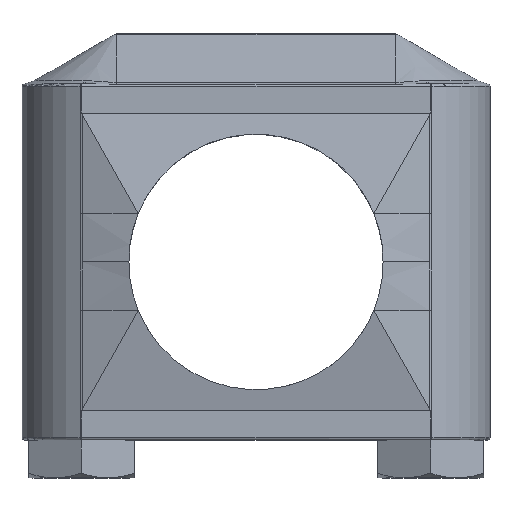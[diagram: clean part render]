
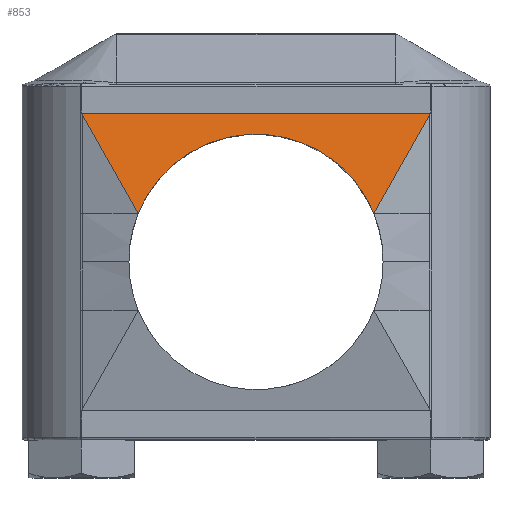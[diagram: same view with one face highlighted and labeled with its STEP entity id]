
A CAD part, top view. The second image highlights one B-rep face of the part: STEP entity #853.
In plain terms, the highlighted planar face has unit normal (0, 0.178, 0.984).
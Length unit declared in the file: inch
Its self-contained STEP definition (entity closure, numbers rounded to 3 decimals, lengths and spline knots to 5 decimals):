
#188 = ORIENTED_EDGE ( 'NONE', *, *, #2150, .T. ) ;
#264 = CARTESIAN_POINT ( 'NONE',  ( 0.71791, 1.22467, 0.3756 ) ) ;
#315 = CARTESIAN_POINT ( 'NONE',  ( -0.71951, 1.228, 0.375 ) ) ;
#402 = PLANE ( 'NONE',  #3317 ) ;
#554 = VECTOR ( 'NONE', #3295, 39.37008 ) ;
#588 = EDGE_CURVE ( 'NONE', #1509, #1178, #811, .T. ) ;
#622 = VECTOR ( 'NONE', #2847, 39.37008 ) ;
#628 = ORIENTED_EDGE ( 'NONE', *, *, #588, .F. ) ;
#640 = CARTESIAN_POINT ( 'NONE',  ( 0.71951, 1.228, 0.375 ) ) ;
#654 = CARTESIAN_POINT ( 'NONE',  ( 0.71466, 1.21868, 0.37669 ) ) ;
#672 = EDGE_CURVE ( 'NONE', #1509, #3752, #2733, .T. ) ;
#811 =( BOUNDED_CURVE ( )  B_SPLINE_CURVE ( 3, ( #861, #2793, #1203, #3533 ),
 .UNSPECIFIED., .F., .T. ) 
 B_SPLINE_CURVE_WITH_KNOTS ( ( 4, 4 ),
 ( 3.45129, 3.5026 ),
 .UNSPECIFIED. ) 
 CURVE ( )  GEOMETRIC_REPRESENTATION_ITEM ( )  RATIONAL_B_SPLINE_CURVE ( ( 1., 1., 1., 1. ) ) 
 REPRESENTATION_ITEM ( '' )  );
#853 = ADVANCED_FACE ( 'NONE', ( #2129 ), #402, .F. ) ;
#861 = CARTESIAN_POINT ( 'NONE',  ( -0.71466, 1.21868, 0.37669 ) ) ;
#980 = CARTESIAN_POINT ( 'NONE',  ( 0.71466, 1.21868, 0.37669 ) ) ;
#1025 = CARTESIAN_POINT ( 'NONE',  ( 0.27716, 1.32765, 0.35695 ) ) ;
#1120 = EDGE_CURVE ( 'NONE', #3389, #1178, #1575, .T. ) ;
#1160 = EDGE_CURVE ( 'NONE', #3389, #3392, #4081, .T. ) ;
#1178 = VERTEX_POINT ( 'NONE', #315 ) ;
#1203 = CARTESIAN_POINT ( 'NONE',  ( -0.71791, 1.22467, 0.3756 ) ) ;
#1248 = CARTESIAN_POINT ( 'NONE',  ( -0.48556, 0.814, 0.45 ) ) ;
#1334 = CARTESIAN_POINT ( 'NONE',  ( -0.48556, 0.814, 0.45 ) ) ;
#1501 = LINE ( 'NONE', #1566, #622 ) ;
#1509 = VERTEX_POINT ( 'NONE', #2822 ) ;
#1566 = CARTESIAN_POINT ( 'NONE',  ( 0.54107, 0.91205, 0.43224 ) ) ;
#1575 = LINE ( 'NONE', #3526, #2335 ) ;
#1619 = ORIENTED_EDGE ( 'NONE', *, *, #1160, .F. ) ;
#1884 = EDGE_CURVE ( 'NONE', #3392, #3238, #1501, .T. ) ;
#2104 = ORIENTED_EDGE ( 'NONE', *, *, #672, .T. ) ;
#2129 = FACE_OUTER_BOUND ( 'NONE', #2288, .T. ) ;
#2150 = EDGE_CURVE ( 'NONE', #3752, #3238, #3764, .T. ) ;
#2254 = ORIENTED_EDGE ( 'NONE', *, *, #1120, .T. ) ;
#2288 = EDGE_LOOP ( 'NONE', ( #2104, #188, #3576, #1619, #2254, #628 ) ) ;
#2335 = VECTOR ( 'NONE', #4199, 39.37008 ) ;
#2651 = CARTESIAN_POINT ( 'NONE',  ( 0.71629, 1.22156, 0.37617 ) ) ;
#2733 = LINE ( 'NONE', #3904, #554 ) ;
#2793 = CARTESIAN_POINT ( 'NONE',  ( -0.71629, 1.22156, 0.37617 ) ) ;
#2822 = CARTESIAN_POINT ( 'NONE',  ( -0.71466, 1.21868, 0.37669 ) ) ;
#2847 = DIRECTION ( 'NONE',  ( -0.487, -0.86, 0.156 ) ) ;
#2903 = CARTESIAN_POINT ( 'NONE',  ( 0.48556, 0.814, 0.45 ) ) ;
#2981 = CARTESIAN_POINT ( 'NONE',  ( -0.27716, 1.32765, 0.35695 ) ) ;
#3238 = VERTEX_POINT ( 'NONE', #2903 ) ;
#3295 = DIRECTION ( 'NONE',  ( 0.487, -0.86, 0.156 ) ) ;
#3317 = AXIS2_PLACEMENT_3D ( 'NONE', #3686, #4063, #3744 ) ;
#3331 = CARTESIAN_POINT ( 'NONE',  ( 0.48556, 0.814, 0.45 ) ) ;
#3389 = VERTEX_POINT ( 'NONE', #640 ) ;
#3392 = VERTEX_POINT ( 'NONE', #980 ) ;
#3526 = CARTESIAN_POINT ( 'NONE',  ( 0., 1.228, 0.375 ) ) ;
#3533 = CARTESIAN_POINT ( 'NONE',  ( -0.71951, 1.228, 0.375 ) ) ;
#3576 = ORIENTED_EDGE ( 'NONE', *, *, #1884, .F. ) ;
#3686 = CARTESIAN_POINT ( 'NONE',  ( 0.71994, 0.814, 0.45 ) ) ;
#3744 = DIRECTION ( 'NONE',  ( 0., -0.984, 0.178 ) ) ;
#3752 = VERTEX_POINT ( 'NONE', #1248 ) ;
#3764 =( BOUNDED_CURVE ( )  B_SPLINE_CURVE ( 3, ( #1334, #2981, #1025, #3331 ),
 .UNSPECIFIED., .F., .F. ) 
 B_SPLINE_CURVE_WITH_KNOTS ( ( 4, 4 ),
 ( 5.09782, 7.46856 ),
 .UNSPECIFIED. ) 
 CURVE ( )  GEOMETRIC_REPRESENTATION_ITEM ( )  RATIONAL_B_SPLINE_CURVE ( ( 1., 0.584, 0.584, 1. ) ) 
 REPRESENTATION_ITEM ( '' )  );
#3904 = CARTESIAN_POINT ( 'NONE',  ( -0.20006, 0.30971, 0.54136 ) ) ;
#4063 = DIRECTION ( 'NONE',  ( 0., -0.178, -0.984 ) ) ;
#4081 =( BOUNDED_CURVE ( )  B_SPLINE_CURVE ( 3, ( #4300, #264, #2651, #654 ),
 .UNSPECIFIED., .F., .T. ) 
 B_SPLINE_CURVE_WITH_KNOTS ( ( 4, 4 ),
 ( 2.78059, 2.8319 ),
 .UNSPECIFIED. ) 
 CURVE ( )  GEOMETRIC_REPRESENTATION_ITEM ( )  RATIONAL_B_SPLINE_CURVE ( ( 1., 1., 1., 1. ) ) 
 REPRESENTATION_ITEM ( '' )  );
#4199 = DIRECTION ( 'NONE',  ( -1., 0., 0. ) ) ;
#4300 = CARTESIAN_POINT ( 'NONE',  ( 0.71951, 1.228, 0.375 ) ) ;
